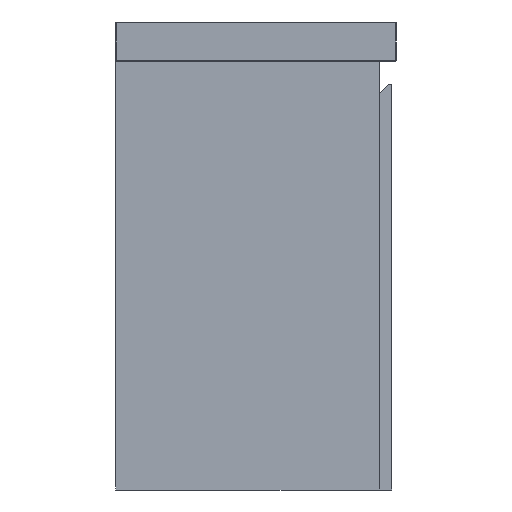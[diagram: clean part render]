
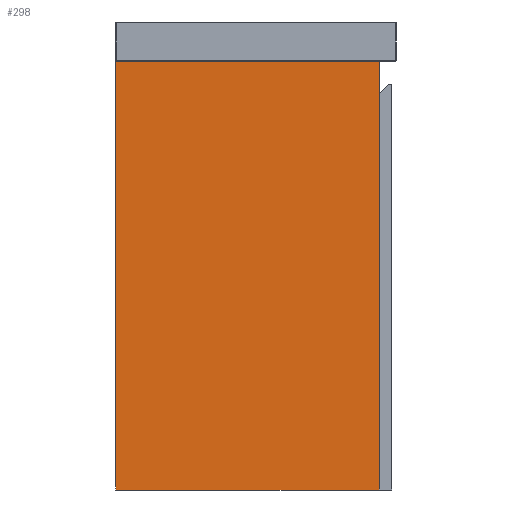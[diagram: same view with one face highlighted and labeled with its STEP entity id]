
A CAD part, left-side view. The second image highlights one B-rep face of the part: STEP entity #298.
In plain terms, the highlighted planar face has unit normal (-1, 0, 0).
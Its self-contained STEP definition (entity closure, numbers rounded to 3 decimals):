
#298=ADVANCED_FACE('',(#380),#1331,.T.);
#380=FACE_OUTER_BOUND('',#462,.T.);
#462=EDGE_LOOP('',(#644,#645,#646,#647));
#644=ORIENTED_EDGE('',*,*,#933,.F.);
#645=ORIENTED_EDGE('',*,*,#920,.T.);
#646=ORIENTED_EDGE('',*,*,#931,.T.);
#647=ORIENTED_EDGE('',*,*,#932,.F.);
#920=EDGE_CURVE('',#1233,#1232,#1093,.T.);
#931=EDGE_CURVE('',#1232,#1240,#1104,.T.);
#932=EDGE_CURVE('',#1241,#1240,#1105,.T.);
#933=EDGE_CURVE('',#1233,#1241,#1106,.T.);
#1093=B_SPLINE_CURVE_WITH_KNOTS('',1,(#1892,#1893),.UNSPECIFIED.,.F.,.F.,
(2,2),(-550.,0.),.UNSPECIFIED.);
#1104=B_SPLINE_CURVE_WITH_KNOTS('',1,(#1914,#1915),.UNSPECIFIED.,.F.,.F.,
(2,2),(-338.,0.),.UNSPECIFIED.);
#1105=B_SPLINE_CURVE_WITH_KNOTS('',1,(#1916,#1917),.UNSPECIFIED.,.F.,.F.,
(2,2),(-550.,0.),.UNSPECIFIED.);
#1106=B_SPLINE_CURVE_WITH_KNOTS('',1,(#1918,#1919),.UNSPECIFIED.,.F.,.F.,
(2,2),(-338.,0.),.UNSPECIFIED.);
#1232=VERTEX_POINT('',#1872);
#1233=VERTEX_POINT('',#1873);
#1240=VERTEX_POINT('',#1880);
#1241=VERTEX_POINT('',#1881);
#1331=PLANE('',#1522);
#1522=AXIS2_PLACEMENT_3D('',#1861,#1617,$);
#1617=DIRECTION('',(-1.,0.,0.));
#1861=CARTESIAN_POINT('',(-594.,-330.,371.8));
#1872=CARTESIAN_POINT('',(-594.,275.,338.));
#1873=CARTESIAN_POINT('',(-594.,-275.,338.));
#1880=CARTESIAN_POINT('',(-594.,275.,0.));
#1881=CARTESIAN_POINT('',(-594.,-275.,0.));
#1892=CARTESIAN_POINT('',(-594.,-275.,338.));
#1893=CARTESIAN_POINT('',(-594.,275.,338.));
#1914=CARTESIAN_POINT('',(-594.,275.,338.));
#1915=CARTESIAN_POINT('',(-594.,275.,0.));
#1916=CARTESIAN_POINT('',(-594.,-275.,0.));
#1917=CARTESIAN_POINT('',(-594.,275.,0.));
#1918=CARTESIAN_POINT('',(-594.,-275.,338.));
#1919=CARTESIAN_POINT('',(-594.,-275.,0.));
